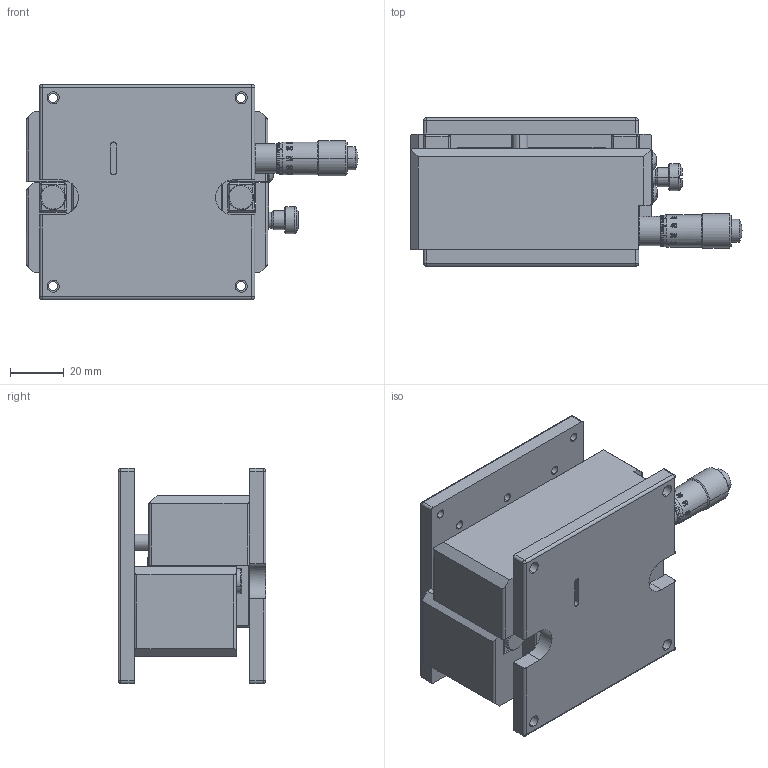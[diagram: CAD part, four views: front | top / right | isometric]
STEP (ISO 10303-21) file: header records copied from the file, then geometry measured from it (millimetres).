
FILE_DESCRIPTION (( 'STEP AP203' ), '1' );
FILE_NAME ('MZA-80.STEP', '2021-02-23T01:15:00', ( '' ), ( '' ), 'SwSTEP 2.0', 'SolidWorks 2020', '' );
FILE_SCHEMA (( 'CONFIG_CONTROL_DESIGN' ));
Products named in the file (1): MZA-80
Bounding box: 123.5 x 55 x 80 mm (x, y, z)
Volume: 242648.3 mm3; surface area: 67153.5 mm2
Topology: 5 solids, 5 shells, 890 faces, 2335 edges, 1478 vertices
Faces by surface type: plane 438, bspline 214, cylinder 180, cone 28, sphere 18, torus 12
Entity records: 51705 total; most frequent: CARTESIAN_POINT 30838, ORIENTED_EDGE 4628, DIRECTION 3880, EDGE_CURVE 2314, VERTEX_POINT 1475, AXIS2_PLACEMENT_3D 1369, LINE 1142, VECTOR 1142
